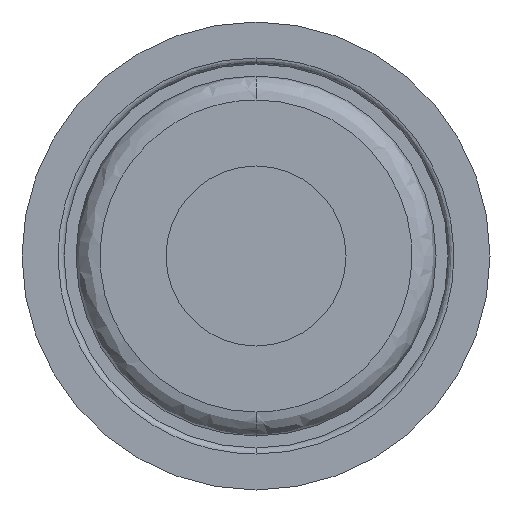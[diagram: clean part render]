
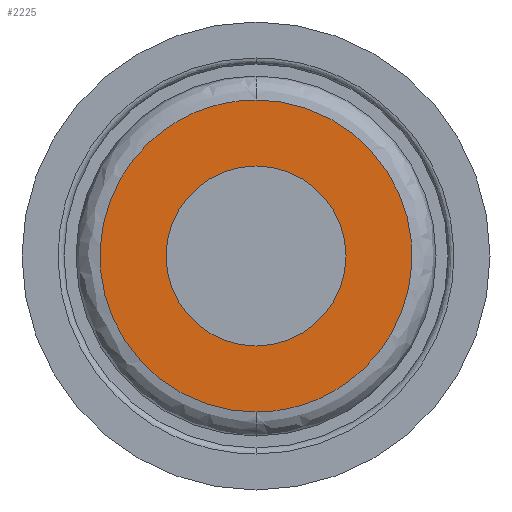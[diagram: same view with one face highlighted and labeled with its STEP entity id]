
A CAD part, front view. The second image highlights one B-rep face of the part: STEP entity #2225.
In plain terms, the highlighted planar face has unit normal (0, -1, 0).
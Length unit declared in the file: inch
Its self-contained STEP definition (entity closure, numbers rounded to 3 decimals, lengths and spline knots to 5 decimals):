
#16 = DIRECTION ( 'NONE',  ( 0., 0., -1. ) ) ;
#185 = VERTEX_POINT ( 'NONE', #916 ) ;
#288 = CARTESIAN_POINT ( 'NONE',  ( 0.55388, 0.02415, 1.38639 ) ) ;
#352 = CARTESIAN_POINT ( 'NONE',  ( 0.55388, 0.02415, 1.38639 ) ) ;
#560 = VERTEX_POINT ( 'NONE', #1018 ) ;
#616 = DIRECTION ( 'NONE',  ( 0., 0., -1. ) ) ;
#679 = EDGE_LOOP ( 'NONE', ( #2110, #736 ) ) ;
#736 = ORIENTED_EDGE ( 'NONE', *, *, #3093, .T. ) ;
#803 = EDGE_CURVE ( 'NONE', #185, #560, #902, .T. ) ;
#902 = CIRCLE ( 'NONE', #4261, 0.29528 ) ;
#916 = CARTESIAN_POINT ( 'NONE',  ( 0.55388, 0.02415, 1.09111 ) ) ;
#1018 = CARTESIAN_POINT ( 'NONE',  ( 0.55388, 0.02415, 1.68167 ) ) ;
#1141 = CARTESIAN_POINT ( 'NONE',  ( 0.55388, 0.02415, 1.8982 ) ) ;
#1241 = CARTESIAN_POINT ( 'NONE',  ( 1.5775, 0.02415, 1.8982 ) ) ;
#1571 = CARTESIAN_POINT ( 'NONE',  ( 0.55388, 0.02415, 0.87458 ) ) ;
#1675 = CARTESIAN_POINT ( 'NONE',  ( 0.55388, 0.02415, 0.87458 ) ) ;
#1757 =( BOUNDED_CURVE ( )  B_SPLINE_CURVE ( 3, ( #1675, #3661, #4001, #2004 ),
 .UNSPECIFIED., .F., .F. ) 
 B_SPLINE_CURVE_WITH_KNOTS ( ( 4, 4 ),
 ( 0., 1. ),
 .UNSPECIFIED. ) 
 CURVE ( )  GEOMETRIC_REPRESENTATION_ITEM ( )  RATIONAL_B_SPLINE_CURVE ( ( 1., 0.333, 0.333, 1. ) ) 
 REPRESENTATION_ITEM ( '' )  );
#1906 = EDGE_CURVE ( 'NONE', #2254, #2847, #3340, .T. ) ;
#2004 = CARTESIAN_POINT ( 'NONE',  ( 0.55388, 0.02415, 1.8982 ) ) ;
#2090 = CIRCLE ( 'NONE', #4048, 0.29528 ) ;
#2106 = ORIENTED_EDGE ( 'NONE', *, *, #4206, .F. ) ;
#2110 = ORIENTED_EDGE ( 'NONE', *, *, #803, .T. ) ;
#2129 = DIRECTION ( 'NONE',  ( 0., 0., -1. ) ) ;
#2205 = CARTESIAN_POINT ( 'NONE',  ( 0.55388, 0.02415, 0.87458 ) ) ;
#2225 = ADVANCED_FACE ( 'NONE', ( #3762, #2971 ), #2446, .T. ) ;
#2254 = VERTEX_POINT ( 'NONE', #1141 ) ;
#2333 = DIRECTION ( 'NONE',  ( 0., 1., 0. ) ) ;
#2446 = PLANE ( 'NONE',  #3213 ) ;
#2454 = ORIENTED_EDGE ( 'NONE', *, *, #1906, .F. ) ;
#2599 = DIRECTION ( 'NONE',  ( 0., 1., 0. ) ) ;
#2847 = VERTEX_POINT ( 'NONE', #2205 ) ;
#2971 = FACE_OUTER_BOUND ( 'NONE', #3429, .T. ) ;
#3093 = EDGE_CURVE ( 'NONE', #560, #185, #2090, .T. ) ;
#3210 = CARTESIAN_POINT ( 'NONE',  ( 1.5775, 0.02415, 0.87458 ) ) ;
#3213 = AXIS2_PLACEMENT_3D ( 'NONE', #3792, #4134, #2129 ) ;
#3340 =( BOUNDED_CURVE ( )  B_SPLINE_CURVE ( 3, ( #3564, #1241, #3210, #1571 ),
 .UNSPECIFIED., .F., .F. ) 
 B_SPLINE_CURVE_WITH_KNOTS ( ( 4, 4 ),
 ( 0., 1. ),
 .UNSPECIFIED. ) 
 CURVE ( )  GEOMETRIC_REPRESENTATION_ITEM ( )  RATIONAL_B_SPLINE_CURVE ( ( 1., 0.333, 0.333, 1. ) ) 
 REPRESENTATION_ITEM ( '' )  );
#3429 = EDGE_LOOP ( 'NONE', ( #2454, #2106 ) ) ;
#3564 = CARTESIAN_POINT ( 'NONE',  ( 0.55388, 0.02415, 1.8982 ) ) ;
#3661 = CARTESIAN_POINT ( 'NONE',  ( -0.46974, 0.02415, 0.87458 ) ) ;
#3762 = FACE_BOUND ( 'NONE', #679, .T. ) ;
#3792 = CARTESIAN_POINT ( 'NONE',  ( 0.84916, 0.02415, 1.38639 ) ) ;
#4001 = CARTESIAN_POINT ( 'NONE',  ( -0.46974, 0.02415, 1.8982 ) ) ;
#4048 = AXIS2_PLACEMENT_3D ( 'NONE', #288, #2599, #616 ) ;
#4134 = DIRECTION ( 'NONE',  ( 0., -1., 0. ) ) ;
#4206 = EDGE_CURVE ( 'NONE', #2847, #2254, #1757, .T. ) ;
#4261 = AXIS2_PLACEMENT_3D ( 'NONE', #352, #2333, #16 ) ;
